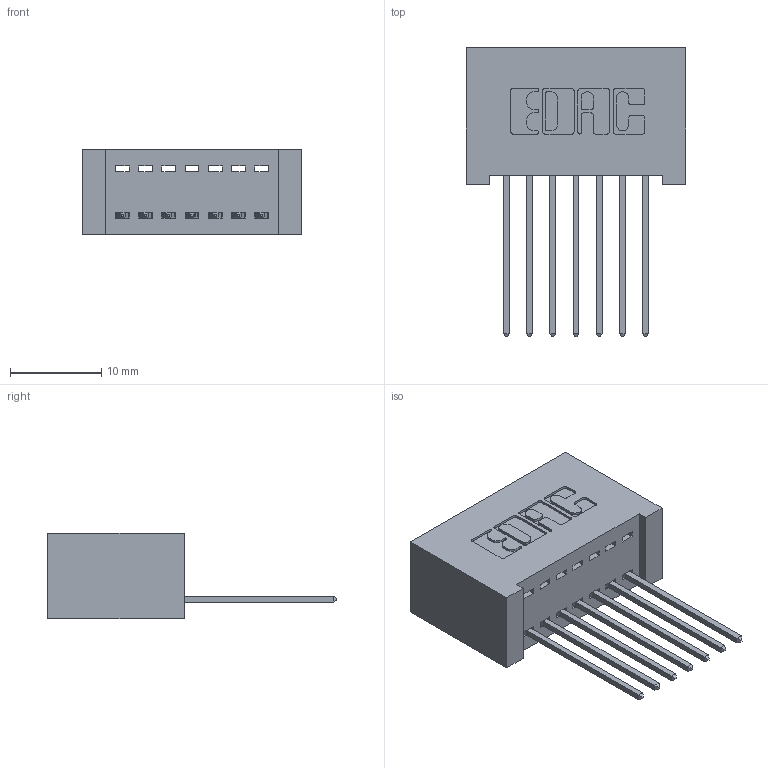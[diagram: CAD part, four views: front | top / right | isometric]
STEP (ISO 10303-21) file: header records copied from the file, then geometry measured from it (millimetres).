
FILE_DESCRIPTION (( 'STEP AP203' ), '1' );
FILE_NAME ('392-007-542-101.STEP', '2018-08-14T18:11:16', ( '' ), ( '' ), 'SwSTEP 2.0', 'SolidWorks 2016', '' );
FILE_SCHEMA (( 'CONFIG_CONTROL_DESIGN' ));
Length unit declared in the file: inch
Products named in the file (3): 342 Part_Lugless; 345-292-001_345-293-142; 392-007-542-101
Assembly tree (8 placements, depth 2):
  392-007-542-101
    342 Part_Lugless
    345-292-001_345-293-142  x7
Bounding box: 24.03 x 31.63 x 9.4 mm (x, y, z)
Volume: 2402.4 mm3; surface area: 3292.7 mm2
Topology: 8 solids, 8 shells, 508 faces, 1507 edges, 994 vertices
Faces by surface type: plane 356, cylinder 152
Entity records: 8415 total; most frequent: CARTESIAN_POINT 1463, ORIENTED_EDGE 1406, DIRECTION 1297, EDGE_CURVE 703, VECTOR 583, LINE 583, VERTEX_POINT 466, AXIS2_PLACEMENT_3D 357
